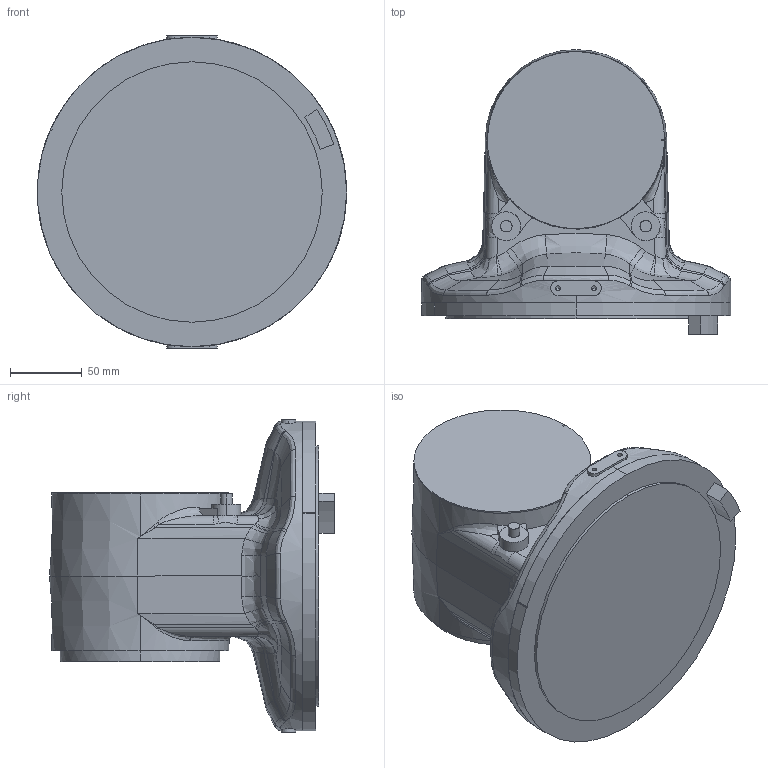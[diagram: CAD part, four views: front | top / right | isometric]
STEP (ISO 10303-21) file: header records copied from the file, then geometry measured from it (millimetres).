
FILE_DESCRIPTION (( 'STEP AP203' ), '1' );
FILE_NAME ('IRB120_3-58_IRC5_Link1_rev0.STEP', '2016-09-01T05:23:03', ( 'ABB' ), ( 'ABB' ), 'SwSTEP 2.0', 'SolidWorks 2014', '' );
FILE_SCHEMA (( 'CONFIG_CONTROL_DESIGN' ));
Length unit declared in the file: millimetre
Products named in the file (4): 3HAC031109-003; 3HAC034429-001; 3HAC031110-003; IRB120_3-58_IRC5_Link1_rev0
Assembly tree (3 placements, depth 2):
  IRB120_3-58_IRC5_Link1_rev0
    3HAC031109-003
    3HAC034429-001
    3HAC031110-003
Bounding box: 215 x 198 x 217 mm (x, y, z)
Volume: 3066980.8 mm3; surface area: 228800.8 mm2
Topology: 3 solids, 3 shells, 269 faces, 634 edges, 367 vertices
Faces by surface type: bspline 149, plane 46, cylinder 40, cone 34
Entity records: 15893 total; most frequent: CARTESIAN_POINT 10641, ORIENTED_EDGE 1244, DIRECTION 638, EDGE_CURVE 622, VERTEX_POINT 367, B_SPLINE_CURVE_WITH_KNOTS 338, EDGE_LOOP 277, ADVANCED_FACE 269
